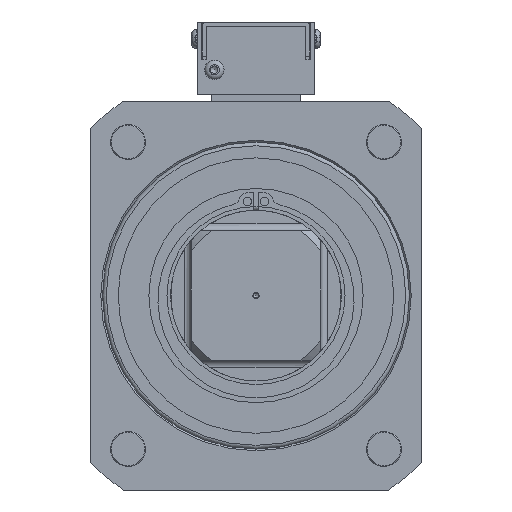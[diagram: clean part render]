
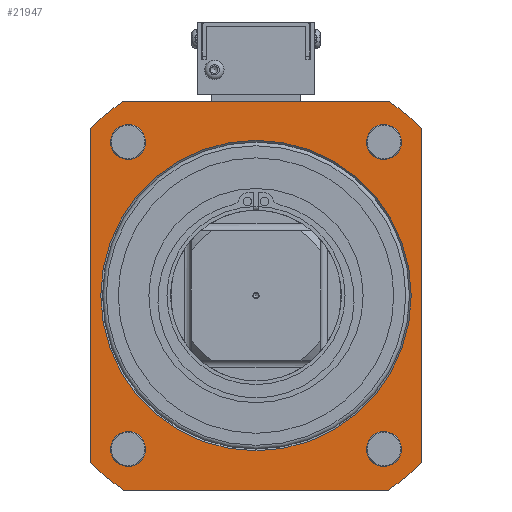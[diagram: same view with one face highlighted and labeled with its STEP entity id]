
A CAD part, front view. The second image highlights one B-rep face of the part: STEP entity #21947.
In plain terms, the highlighted planar face has unit normal (0, -1, 0).
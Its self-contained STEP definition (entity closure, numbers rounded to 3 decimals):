
#478=FACE_BOUND('',#3745,.T.);
#479=FACE_BOUND('',#3746,.T.);
#480=FACE_BOUND('',#3747,.T.);
#481=FACE_BOUND('',#3748,.T.);
#482=FACE_BOUND('',#3749,.T.);
#1115=PLANE('',#24007);
#2466=FACE_OUTER_BOUND('',#3744,.T.);
#3744=EDGE_LOOP('',(#19553,#19554,#19555,#19556,#19557,#19558,#19559,#19560));
#3745=EDGE_LOOP('',(#19561));
#3746=EDGE_LOOP('',(#19562));
#3747=EDGE_LOOP('',(#19563));
#3748=EDGE_LOOP('',(#19564));
#3749=EDGE_LOOP('',(#19565));
#4792=CIRCLE('',#23979,45.5);
#4804=CIRCLE('',#23997,69.);
#4806=CIRCLE('',#24000,69.);
#4807=CIRCLE('',#24002,69.);
#4809=CIRCLE('',#24005,69.);
#4811=CIRCLE('',#24008,5.125);
#4812=CIRCLE('',#24009,5.125);
#4813=CIRCLE('',#24010,5.125);
#4814=CIRCLE('',#24011,5.125);
#6616=LINE('',#37972,#8498);
#6617=LINE('',#37973,#8499);
#6618=LINE('',#37974,#8500);
#6619=LINE('',#37975,#8501);
#8498=VECTOR('',#29668,10.);
#8499=VECTOR('',#29669,10.);
#8500=VECTOR('',#29670,10.);
#8501=VECTOR('',#29671,10.);
#10515=VERTEX_POINT('',#37881);
#10537=VERTEX_POINT('',#37940);
#10538=VERTEX_POINT('',#37942);
#10540=VERTEX_POINT('',#37948);
#10541=VERTEX_POINT('',#37950);
#10543=VERTEX_POINT('',#37955);
#10544=VERTEX_POINT('',#37957);
#10547=VERTEX_POINT('',#37964);
#10548=VERTEX_POINT('',#37966);
#10550=VERTEX_POINT('',#37976);
#10551=VERTEX_POINT('',#37978);
#10552=VERTEX_POINT('',#37980);
#10553=VERTEX_POINT('',#37982);
#13583=EDGE_CURVE('',#10515,#10515,#4792,.T.);
#13607=EDGE_CURVE('',#10538,#10537,#4804,.T.);
#13612=EDGE_CURVE('',#10540,#10541,#4806,.T.);
#13614=EDGE_CURVE('',#10544,#10543,#4807,.T.);
#13618=EDGE_CURVE('',#10548,#10547,#4809,.T.);
#13621=EDGE_CURVE('',#10537,#10540,#6616,.T.);
#13622=EDGE_CURVE('',#10541,#10548,#6617,.T.);
#13623=EDGE_CURVE('',#10547,#10544,#6618,.T.);
#13624=EDGE_CURVE('',#10543,#10538,#6619,.T.);
#13625=EDGE_CURVE('',#10550,#10550,#4811,.T.);
#13626=EDGE_CURVE('',#10551,#10551,#4812,.T.);
#13627=EDGE_CURVE('',#10552,#10552,#4813,.T.);
#13628=EDGE_CURVE('',#10553,#10553,#4814,.T.);
#19553=ORIENTED_EDGE('',*,*,#13621,.T.);
#19554=ORIENTED_EDGE('',*,*,#13612,.T.);
#19555=ORIENTED_EDGE('',*,*,#13622,.T.);
#19556=ORIENTED_EDGE('',*,*,#13618,.T.);
#19557=ORIENTED_EDGE('',*,*,#13623,.T.);
#19558=ORIENTED_EDGE('',*,*,#13614,.T.);
#19559=ORIENTED_EDGE('',*,*,#13624,.T.);
#19560=ORIENTED_EDGE('',*,*,#13607,.T.);
#19561=ORIENTED_EDGE('',*,*,#13625,.T.);
#19562=ORIENTED_EDGE('',*,*,#13626,.T.);
#19563=ORIENTED_EDGE('',*,*,#13627,.T.);
#19564=ORIENTED_EDGE('',*,*,#13628,.T.);
#19565=ORIENTED_EDGE('',*,*,#13583,.F.);
#21947=ADVANCED_FACE('',(#2466,#478,#479,#480,#481,#482),#1115,.T.);
#23979=AXIS2_PLACEMENT_3D('',#37882,#29595,#29596);
#23997=AXIS2_PLACEMENT_3D('',#37943,#29639,#29640);
#24000=AXIS2_PLACEMENT_3D('',#37952,#29648,#29649);
#24002=AXIS2_PLACEMENT_3D('',#37958,#29653,#29654);
#24005=AXIS2_PLACEMENT_3D('',#37967,#29661,#29662);
#24007=AXIS2_PLACEMENT_3D('',#37971,#29666,#29667);
#24008=AXIS2_PLACEMENT_3D('',#37977,#29672,#29673);
#24009=AXIS2_PLACEMENT_3D('',#37979,#29674,#29675);
#24010=AXIS2_PLACEMENT_3D('',#37981,#29676,#29677);
#24011=AXIS2_PLACEMENT_3D('',#37983,#29678,#29679);
#29595=DIRECTION('center_axis',(0.,-1.,0.));
#29596=DIRECTION('ref_axis',(0.,0.,1.));
#29639=DIRECTION('center_axis',(0.,-1.,0.));
#29640=DIRECTION('ref_axis',(1.,0.,0.));
#29648=DIRECTION('center_axis',(0.,-1.,0.));
#29649=DIRECTION('ref_axis',(1.,0.,0.));
#29653=DIRECTION('center_axis',(0.,-1.,0.));
#29654=DIRECTION('ref_axis',(1.,0.,0.));
#29661=DIRECTION('center_axis',(0.,-1.,0.));
#29662=DIRECTION('ref_axis',(1.,0.,0.));
#29666=DIRECTION('center_axis',(0.,-1.,0.));
#29667=DIRECTION('ref_axis',(-1.,0.,0.));
#29668=DIRECTION('',(0.,0.,-1.));
#29669=DIRECTION('',(1.,0.,0.));
#29670=DIRECTION('',(0.,0.,1.));
#29671=DIRECTION('',(-1.,0.,0.));
#29672=DIRECTION('center_axis',(0.,1.,0.));
#29673=DIRECTION('ref_axis',(-1.,0.,0.));
#29674=DIRECTION('center_axis',(0.,1.,0.));
#29675=DIRECTION('ref_axis',(-1.,0.,0.));
#29676=DIRECTION('center_axis',(0.,1.,0.));
#29677=DIRECTION('ref_axis',(-1.,0.,0.));
#29678=DIRECTION('center_axis',(0.,1.,0.));
#29679=DIRECTION('ref_axis',(-1.,0.,0.));
#37881=CARTESIAN_POINT('',(0.,0.,-45.5));
#37882=CARTESIAN_POINT('Origin',(0.,0.,0.));
#37940=CARTESIAN_POINT('',(-48.5,0.,49.079));
#37942=CARTESIAN_POINT('',(-38.884,0.,57.));
#37943=CARTESIAN_POINT('Origin',(0.,0.,0.));
#37948=CARTESIAN_POINT('',(-48.5,0.,-49.079));
#37950=CARTESIAN_POINT('',(-38.884,0.,-57.));
#37952=CARTESIAN_POINT('Origin',(0.,0.,0.));
#37955=CARTESIAN_POINT('',(38.884,0.,57.));
#37957=CARTESIAN_POINT('',(48.5,0.,49.079));
#37958=CARTESIAN_POINT('Origin',(0.,0.,0.));
#37964=CARTESIAN_POINT('',(48.5,0.,-49.079));
#37966=CARTESIAN_POINT('',(38.884,0.,-57.));
#37967=CARTESIAN_POINT('Origin',(0.,0.,0.));
#37971=CARTESIAN_POINT('Origin',(0.,0.,0.));
#37972=CARTESIAN_POINT('',(-48.5,0.,28.5));
#37973=CARTESIAN_POINT('',(-24.25,0.,-57.));
#37974=CARTESIAN_POINT('',(48.5,0.,-28.5));
#37975=CARTESIAN_POINT('',(24.25,0.,57.));
#37976=CARTESIAN_POINT('',(42.625,0.,-45.));
#37977=CARTESIAN_POINT('Origin',(37.5,0.,-45.));
#37978=CARTESIAN_POINT('',(42.625,0.,45.));
#37979=CARTESIAN_POINT('Origin',(37.5,0.,45.));
#37980=CARTESIAN_POINT('',(-32.375,0.,-45.));
#37981=CARTESIAN_POINT('Origin',(-37.5,0.,-45.));
#37982=CARTESIAN_POINT('',(-32.375,0.,45.));
#37983=CARTESIAN_POINT('Origin',(-37.5,0.,45.));
